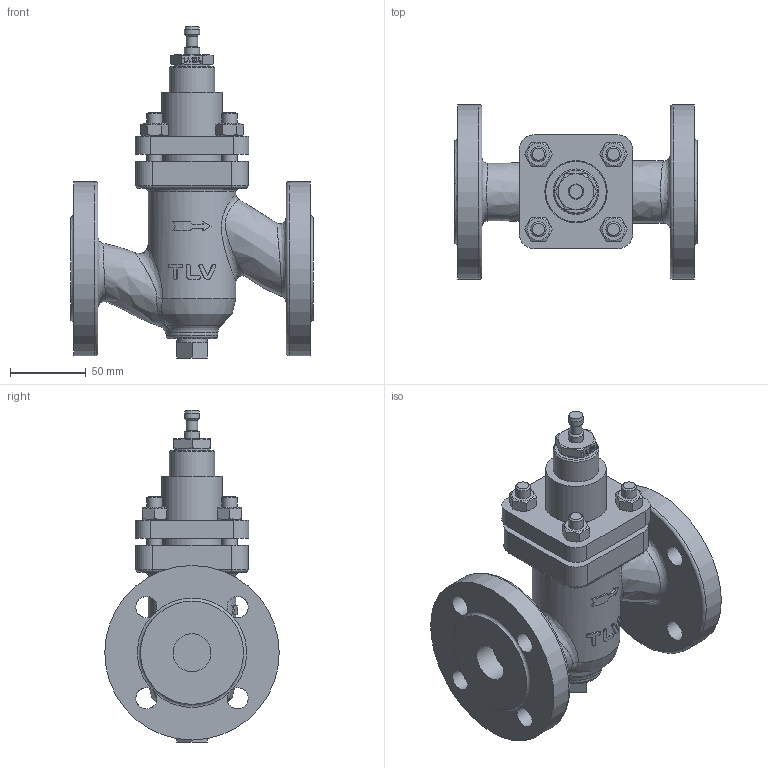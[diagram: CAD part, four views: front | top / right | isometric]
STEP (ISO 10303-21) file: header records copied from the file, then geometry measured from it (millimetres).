
FILE_DESCRIPTION(/* description */ (''),/* implementation_level */ '2;1');
FILE_NAME(/* name */ 'rct16-025-e0025-01.stp',/* time_stamp */ '2019-06-20T10:15:24+09:00',/* author */ ('asada'),/* organization */ (''),/* preprocessor_version */ 'ST-DEVELOPER v15.6',/* originating_system */ 'Autodesk Inventor 2015',/* authorisation */ '');
FILE_SCHEMA (('AUTOMOTIVE_DESIGN { 1 0 10303 214 3 1 1 }'));
Length unit declared in the file: centimetre
Products named in the file (1): rct16-025-e0025-01
Bounding box: 160 x 115 x 218.87 mm (x, y, z)
Volume: 881647.8 mm3; surface area: 123846.6 mm2
Topology: 1 solids, 2 shells, 306 faces, 782 edges, 509 vertices
Faces by surface type: plane 134, bspline 86, cylinder 50, cone 23, torus 11, sphere 2
Full cylindrical faces by diameter (mm): 7.5 x1, 10 x10, 11 x4, 14 x8, 19.799 x1, 23.5 x1, 25 x2, 29.97 x1, 34 x1, 40 x1, 41 x1, 58 x1, 115 x2
Entity records: 12163 total; most frequent: CARTESIAN_POINT 5574, ORIENTED_EDGE 1378, DIRECTION 1055, EDGE_CURVE 689, VERTEX_POINT 480, EDGE_LOOP 423, AXIS2_PLACEMENT_3D 392, FACE_OUTER_BOUND 306
